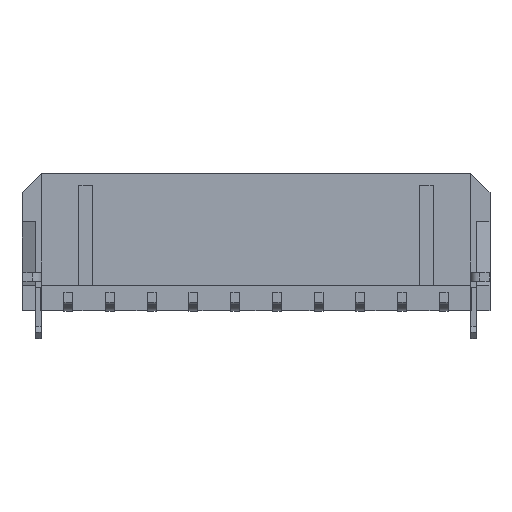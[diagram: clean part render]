
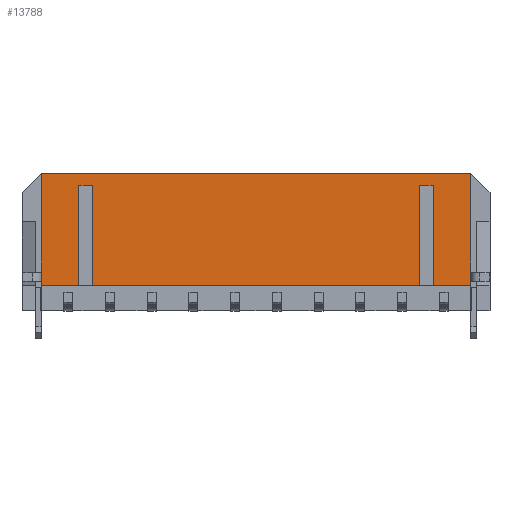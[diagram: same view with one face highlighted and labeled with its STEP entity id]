
A CAD part, front view. The second image highlights one B-rep face of the part: STEP entity #13788.
In plain terms, the highlighted planar face has unit normal (0, -1, 0).
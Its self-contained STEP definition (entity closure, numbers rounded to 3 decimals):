
#3860=DIRECTION('',(0.,0.,-1.));
#3861=VECTOR('',#3860,8.05);
#3862=CARTESIAN_POINT('',(-15.43,-1.93,4.95));
#3863=LINE('',#3862,#3861);
#3864=DIRECTION('',(1.,0.,0.));
#3865=VECTOR('',#3864,30.86);
#3866=CARTESIAN_POINT('',(-15.43,-1.93,4.95));
#3867=LINE('',#3866,#3865);
#3868=DIRECTION('',(0.,0.,-1.));
#3869=VECTOR('',#3868,8.05);
#3870=CARTESIAN_POINT('',(15.43,-1.93,4.95));
#3871=LINE('',#3870,#3869);
#3872=DIRECTION('',(-1.,0.,0.));
#3873=VECTOR('',#3872,2.68);
#3874=CARTESIAN_POINT('',(15.43,-1.93,-3.1));
#3875=LINE('',#3874,#3873);
#3876=DIRECTION('',(0.,0.,1.));
#3877=VECTOR('',#3876,7.2);
#3878=CARTESIAN_POINT('',(12.75,-1.93,-3.1));
#3879=LINE('',#3878,#3877);
#3880=DIRECTION('',(-1.,0.,0.));
#3881=VECTOR('',#3880,1.);
#3882=CARTESIAN_POINT('',(12.75,-1.93,4.1));
#3883=LINE('',#3882,#3881);
#3884=DIRECTION('',(0.,0.,1.));
#3885=VECTOR('',#3884,7.2);
#3886=CARTESIAN_POINT('',(11.75,-1.93,-3.1));
#3887=LINE('',#3886,#3885);
#3888=DIRECTION('',(-1.,0.,0.));
#3889=VECTOR('',#3888,23.5);
#3890=CARTESIAN_POINT('',(11.75,-1.93,-3.1));
#3891=LINE('',#3890,#3889);
#3892=DIRECTION('',(0.,0.,1.));
#3893=VECTOR('',#3892,7.2);
#3894=CARTESIAN_POINT('',(-11.75,-1.93,-3.1));
#3895=LINE('',#3894,#3893);
#3896=DIRECTION('',(-1.,0.,0.));
#3897=VECTOR('',#3896,1.);
#3898=CARTESIAN_POINT('',(-11.75,-1.93,4.1));
#3899=LINE('',#3898,#3897);
#3900=DIRECTION('',(0.,0.,1.));
#3901=VECTOR('',#3900,7.2);
#3902=CARTESIAN_POINT('',(-12.75,-1.93,-3.1));
#3903=LINE('',#3902,#3901);
#3904=DIRECTION('',(-1.,0.,0.));
#3905=VECTOR('',#3904,2.68);
#3906=CARTESIAN_POINT('',(-12.75,-1.93,-3.1));
#3907=LINE('',#3906,#3905);
#7045=CARTESIAN_POINT('',(11.75,-1.93,-3.1));
#7046=CARTESIAN_POINT('',(11.75,-1.93,4.1));
#7047=VERTEX_POINT('',#7045);
#7048=VERTEX_POINT('',#7046);
#7049=CARTESIAN_POINT('',(12.75,-1.93,-3.1));
#7050=CARTESIAN_POINT('',(12.75,-1.93,4.1));
#7051=VERTEX_POINT('',#7049);
#7052=VERTEX_POINT('',#7050);
#7337=CARTESIAN_POINT('',(-11.75,-1.93,-3.1));
#7338=VERTEX_POINT('',#7337);
#7347=CARTESIAN_POINT('',(-11.75,-1.93,4.1));
#7348=CARTESIAN_POINT('',(-12.75,-1.93,4.1));
#7349=VERTEX_POINT('',#7347);
#7350=VERTEX_POINT('',#7348);
#7351=CARTESIAN_POINT('',(-12.75,-1.93,-3.1));
#7352=VERTEX_POINT('',#7351);
#8889=CARTESIAN_POINT('',(-15.43,-1.93,4.95));
#8890=CARTESIAN_POINT('',(-15.43,-1.93,-3.1));
#8891=VERTEX_POINT('',#8889);
#8892=VERTEX_POINT('',#8890);
#8893=CARTESIAN_POINT('',(15.43,-1.93,4.95));
#8894=CARTESIAN_POINT('',(15.43,-1.93,-3.1));
#8895=VERTEX_POINT('',#8893);
#8896=VERTEX_POINT('',#8894);
#13763=CARTESIAN_POINT('',(-16.83,-1.93,4.95));
#13764=DIRECTION('',(0.,-1.,0.));
#13765=DIRECTION('',(0.,0.,-1.));
#13766=AXIS2_PLACEMENT_3D('',#13763,#13764,#13765);
#13767=PLANE('',#13766);
#13768=ORIENTED_EDGE('',*,*,#13704,.F.);
#13769=ORIENTED_EDGE('',*,*,#10811,.T.);
#13770=ORIENTED_EDGE('',*,*,#10367,.T.);
#13771=ORIENTED_EDGE('',*,*,#13685,.T.);
#13773=ORIENTED_EDGE('',*,*,#13772,.T.);
#13775=ORIENTED_EDGE('',*,*,#13774,.T.);
#13777=ORIENTED_EDGE('',*,*,#13776,.F.);
#13778=ORIENTED_EDGE('',*,*,#13677,.T.);
#13780=ORIENTED_EDGE('',*,*,#13779,.T.);
#13782=ORIENTED_EDGE('',*,*,#13781,.T.);
#13784=ORIENTED_EDGE('',*,*,#13783,.F.);
#13785=ORIENTED_EDGE('',*,*,#13669,.T.);
#13786=EDGE_LOOP('',(#13768,#13769,#13770,#13771,#13773,#13775,#13777,#13778,
#13780,#13782,#13784,#13785));
#13787=FACE_OUTER_BOUND('',#13786,.F.);
#13788=ADVANCED_FACE('',(#13787),#13767,.T.);
#10367=EDGE_CURVE('',#8895,#8896,#3871,.T.);
#10811=EDGE_CURVE('',#8891,#8895,#3867,.T.);
#13669=EDGE_CURVE('',#7352,#8892,#3907,.T.);
#13677=EDGE_CURVE('',#7047,#7338,#3891,.T.);
#13685=EDGE_CURVE('',#8896,#7051,#3875,.T.);
#13704=EDGE_CURVE('',#8891,#8892,#3863,.T.);
#13772=EDGE_CURVE('',#7051,#7052,#3879,.T.);
#13774=EDGE_CURVE('',#7052,#7048,#3883,.T.);
#13776=EDGE_CURVE('',#7047,#7048,#3887,.T.);
#13779=EDGE_CURVE('',#7338,#7349,#3895,.T.);
#13781=EDGE_CURVE('',#7349,#7350,#3899,.T.);
#13783=EDGE_CURVE('',#7352,#7350,#3903,.T.);
